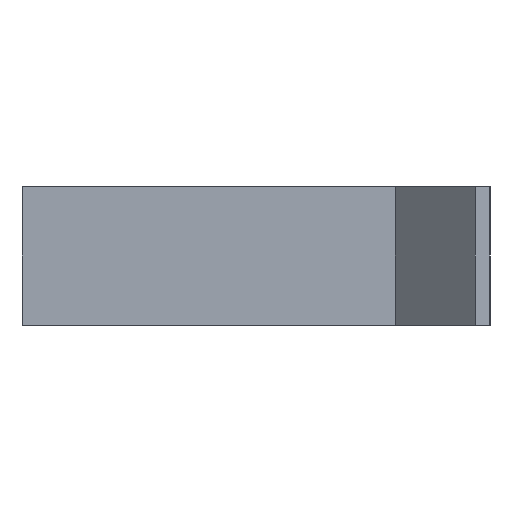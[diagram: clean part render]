
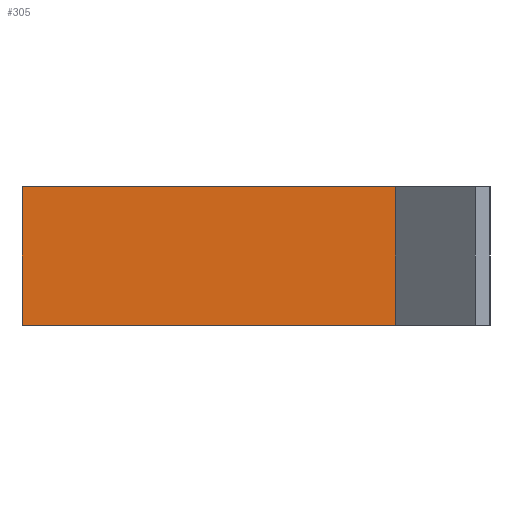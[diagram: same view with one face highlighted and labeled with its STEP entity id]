
A CAD part, left-side view. The second image highlights one B-rep face of the part: STEP entity #305.
In plain terms, the highlighted planar face has unit normal (-1, 0, 0).
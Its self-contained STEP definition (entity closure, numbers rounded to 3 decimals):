
#19=FACE_OUTER_BOUND('',#35,.T.);
#35=EDGE_LOOP('',(#217,#218,#219,#220));
#59=LINE('',#459,#101);
#60=LINE('',#462,#102);
#61=LINE('',#464,#103);
#62=LINE('',#465,#104);
#101=VECTOR('',#378,10.);
#102=VECTOR('',#381,10.);
#103=VECTOR('',#382,10.);
#104=VECTOR('',#383,10.);
#139=VERTEX_POINT('',#455);
#140=VERTEX_POINT('',#457);
#141=VERTEX_POINT('',#461);
#142=VERTEX_POINT('',#463);
#171=EDGE_CURVE('',#139,#140,#59,.T.);
#172=EDGE_CURVE('',#141,#139,#60,.T.);
#173=EDGE_CURVE('',#142,#140,#61,.T.);
#174=EDGE_CURVE('',#141,#142,#62,.T.);
#217=ORIENTED_EDGE('',*,*,#172,.T.);
#218=ORIENTED_EDGE('',*,*,#171,.T.);
#219=ORIENTED_EDGE('',*,*,#173,.F.);
#220=ORIENTED_EDGE('',*,*,#174,.F.);
#289=PLANE('',#344);
#305=ADVANCED_FACE('',(#19),#289,.T.);
#344=AXIS2_PLACEMENT_3D('',#460,#379,#380);
#378=DIRECTION('',(0.,0.,1.));
#379=DIRECTION('center_axis',(-1.,0.,0.));
#380=DIRECTION('ref_axis',(0.,-1.,0.));
#381=DIRECTION('',(0.,-1.,0.));
#382=DIRECTION('',(0.,-1.,0.));
#383=DIRECTION('',(0.,0.,1.));
#455=CARTESIAN_POINT('',(-14.2,0.497,0.));
#457=CARTESIAN_POINT('',(-14.2,0.497,8.));
#459=CARTESIAN_POINT('',(-14.2,0.497,0.));
#460=CARTESIAN_POINT('Origin',(-14.2,22.009,0.));
#461=CARTESIAN_POINT('',(-14.2,22.009,0.));
#462=CARTESIAN_POINT('',(-14.2,22.009,0.));
#463=CARTESIAN_POINT('',(-14.2,22.009,8.));
#464=CARTESIAN_POINT('',(-14.2,22.009,8.));
#465=CARTESIAN_POINT('',(-14.2,22.009,0.));
